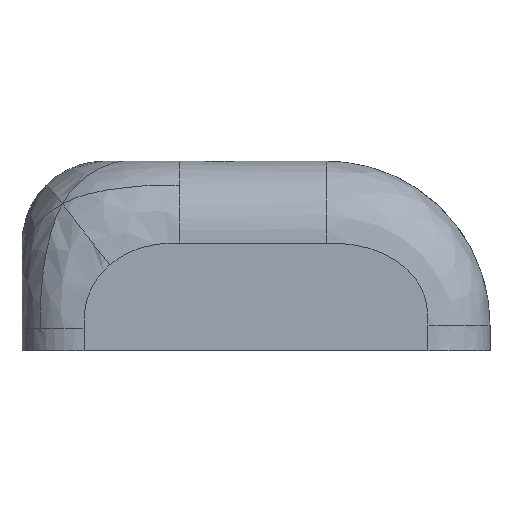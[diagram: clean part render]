
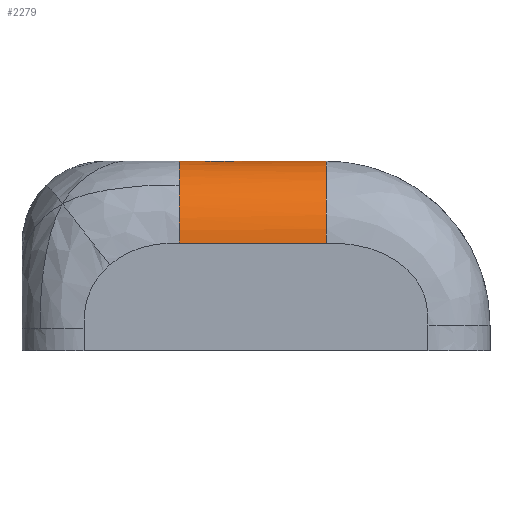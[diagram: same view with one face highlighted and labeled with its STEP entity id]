
A CAD part, left-side view. The second image highlights one B-rep face of the part: STEP entity #2279.
In plain terms, the highlighted cylindrical face has radius 3.5 mm (diameter 7 mm), a partial arc.
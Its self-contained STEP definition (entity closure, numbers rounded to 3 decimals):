
#118=LINE('',#5632,#217);
#119=LINE('',#5633,#218);
#120=LINE('',#5634,#219);
#217=VECTOR('',#2737,10.);
#218=VECTOR('',#2738,10.);
#219=VECTOR('',#2739,10.);
#314=CYLINDRICAL_SURFACE('',#2430,3.5);
#365=FACE_OUTER_BOUND('',#509,.T.);
#509=EDGE_LOOP('',(#1592,#1593,#1594,#1595,#1596,#1597,#1598,#1599));
#633=CIRCLE('',#2399,3.5);
#652=CIRCLE('',#2426,3.5);
#653=CIRCLE('',#2428,3.5);
#824=B_SPLINE_CURVE_WITH_KNOTS('',3,(#5623,#5624,#5625,#5626),
 .UNSPECIFIED.,.F.,.F.,(4,4),(2.622,2.773),
 .UNSPECIFIED.);
#825=B_SPLINE_CURVE_WITH_KNOTS('',3,(#5628,#5629,#5630,#5631),
 .UNSPECIFIED.,.F.,.F.,(4,4),(2.773,2.924),
 .UNSPECIFIED.);
#900=VERTEX_POINT('',#3364);
#902=VERTEX_POINT('',#3383);
#940=VERTEX_POINT('',#5222);
#943=VERTEX_POINT('',#5379);
#948=VERTEX_POINT('',#5573);
#951=VERTEX_POINT('',#5621);
#952=VERTEX_POINT('',#5622);
#953=VERTEX_POINT('',#5627);
#1130=EDGE_CURVE('',#900,#902,#633,.T.);
#1186=EDGE_CURVE('',#940,#943,#652,.T.);
#1194=EDGE_CURVE('',#948,#900,#653,.T.);
#1199=EDGE_CURVE('',#951,#952,#824,.T.);
#1200=EDGE_CURVE('',#952,#953,#825,.T.);
#1201=EDGE_CURVE('',#953,#948,#118,.T.);
#1202=EDGE_CURVE('',#902,#940,#119,.T.);
#1203=EDGE_CURVE('',#943,#951,#120,.T.);
#1592=ORIENTED_EDGE('',*,*,#1199,.T.);
#1593=ORIENTED_EDGE('',*,*,#1200,.T.);
#1594=ORIENTED_EDGE('',*,*,#1201,.T.);
#1595=ORIENTED_EDGE('',*,*,#1194,.T.);
#1596=ORIENTED_EDGE('',*,*,#1130,.T.);
#1597=ORIENTED_EDGE('',*,*,#1202,.T.);
#1598=ORIENTED_EDGE('',*,*,#1186,.T.);
#1599=ORIENTED_EDGE('',*,*,#1203,.T.);
#2279=ADVANCED_FACE('',(#365),#314,.T.);
#2399=AXIS2_PLACEMENT_3D('',#3457,#2666,#2667);
#2426=AXIS2_PLACEMENT_3D('',#5441,#2724,#2725);
#2428=AXIS2_PLACEMENT_3D('',#5574,#2731,#2732);
#2430=AXIS2_PLACEMENT_3D('',#5620,#2735,#2736);
#2666=DIRECTION('center_axis',(0.,-1.,0.));
#2667=DIRECTION('ref_axis',(0.,0.,1.));
#2724=DIRECTION('center_axis',(0.,1.,0.));
#2725=DIRECTION('ref_axis',(-1.,0.,0.));
#2731=DIRECTION('center_axis',(0.,-1.,0.));
#2732=DIRECTION('ref_axis',(0.,0.,1.));
#2735=DIRECTION('center_axis',(0.,-1.,0.));
#2736=DIRECTION('ref_axis',(-0.707,0.,0.707));
#2737=DIRECTION('',(0.,1.,0.));
#2738=DIRECTION('',(0.,-1.,0.));
#2739=DIRECTION('',(0.,1.,0.));
#3364=CARTESIAN_POINT('',(-7.225,1.684,0.275));
#3383=CARTESIAN_POINT('',(-8.25,1.684,-2.2));
#3457=CARTESIAN_POINT('Origin',(-4.75,1.684,-2.2));
#5222=CARTESIAN_POINT('',(-8.25,-4.6,-2.2));
#5379=CARTESIAN_POINT('',(-4.75,-4.6,1.3));
#5441=CARTESIAN_POINT('Origin',(-4.75,-4.6,-2.2));
#5573=CARTESIAN_POINT('',(-4.75,1.684,1.3));
#5574=CARTESIAN_POINT('Origin',(-4.75,1.684,-2.2));
#5620=CARTESIAN_POINT('Origin',(-4.75,-6.6,-2.2));
#5621=CARTESIAN_POINT('',(-4.75,-1.507,1.3));
#5622=CARTESIAN_POINT('',(-4.985,0.,1.292));
#5623=CARTESIAN_POINT('Ctrl Pts',(-4.75,-1.507,1.3));
#5624=CARTESIAN_POINT('Ctrl Pts',(-4.906,-1.016,1.3));
#5625=CARTESIAN_POINT('Ctrl Pts',(-4.985,-0.503,
1.292));
#5626=CARTESIAN_POINT('Ctrl Pts',(-4.985,0.,
1.292));
#5627=CARTESIAN_POINT('',(-4.75,1.507,1.3));
#5628=CARTESIAN_POINT('Ctrl Pts',(-4.985,0.,
1.292));
#5629=CARTESIAN_POINT('Ctrl Pts',(-4.985,0.503,1.292));
#5630=CARTESIAN_POINT('Ctrl Pts',(-4.906,1.016,1.3));
#5631=CARTESIAN_POINT('Ctrl Pts',(-4.75,1.507,1.3));
#5632=CARTESIAN_POINT('',(-4.75,-6.6,1.3));
#5633=CARTESIAN_POINT('',(-8.25,-6.6,-2.2));
#5634=CARTESIAN_POINT('',(-4.75,-6.6,1.3));
